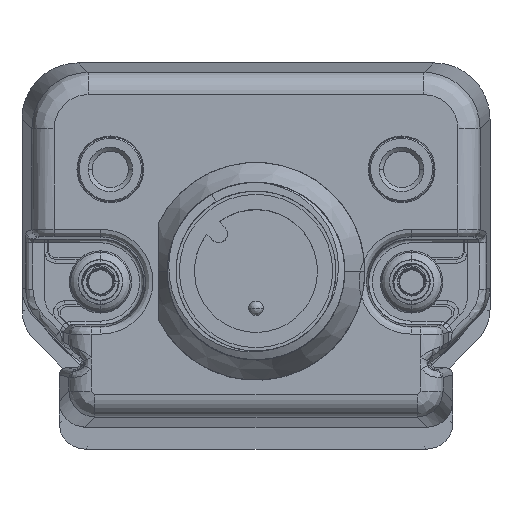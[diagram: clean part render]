
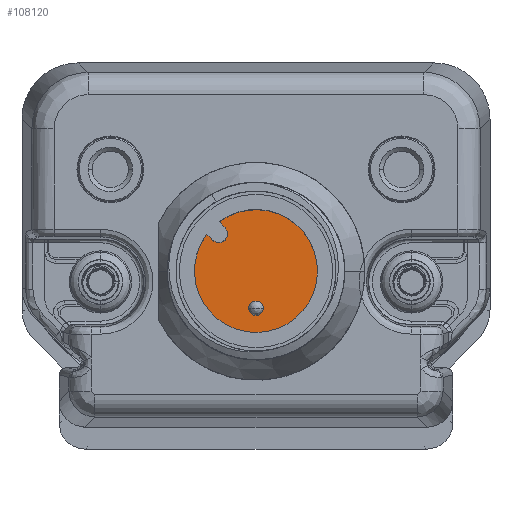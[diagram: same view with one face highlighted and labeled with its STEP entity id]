
A CAD part, top view. The second image highlights one B-rep face of the part: STEP entity #108120.
In plain terms, the highlighted planar face has unit normal (0, 0, 1).
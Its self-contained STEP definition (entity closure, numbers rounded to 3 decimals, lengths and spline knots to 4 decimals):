
#44956=CARTESIAN_POINT('',(0.,1.,443.87));
#44957=DIRECTION('',(0.,0.,1.));
#44958=DIRECTION('',(-0.802,0.597,0.));
#44959=AXIS2_PLACEMENT_3D('',#44956,#44957,#44958);
#44961=DIRECTION('',(-0.707,0.707,0.));
#44962=VECTOR('',#44961,0.5564);
#44963=CARTESIAN_POINT('',(-2.9345,3.086,443.87));
#44964=LINE('',#44963,#44962);
#44965=CARTESIAN_POINT('',(-2.5102,3.5102,443.87));
#44966=DIRECTION('',(0.,0.,-1.));
#44967=DIRECTION('',(0.707,0.707,0.));
#44968=AXIS2_PLACEMENT_3D('',#44965,#44966,#44967);
#44970=DIRECTION('',(0.707,-0.707,0.));
#44971=VECTOR('',#44970,0.5564);
#44972=CARTESIAN_POINT('',(-2.4794,4.3279,443.87));
#44973=LINE('',#44972,#44971);
#44974=CARTESIAN_POINT('',(0.,-1.5,443.87));
#44975=DIRECTION('',(0.,0.,-1.));
#44976=DIRECTION('',(1.,0.,0.));
#44977=AXIS2_PLACEMENT_3D('',#44974,#44975,#44976);
#44979=CARTESIAN_POINT('',(0.,-1.5,443.87));
#44980=DIRECTION('',(0.,0.,-1.));
#44981=DIRECTION('',(-1.,0.,0.));
#44982=AXIS2_PLACEMENT_3D('',#44979,#44980,#44981);
#70586=CARTESIAN_POINT('',(-3.3279,3.4794,443.87));
#70587=CARTESIAN_POINT('',(-2.4794,4.3279,443.87));
#70588=VERTEX_POINT('',#70586);
#70589=VERTEX_POINT('',#70587);
#70590=CARTESIAN_POINT('',(-2.086,3.9345,443.87));
#70591=VERTEX_POINT('',#70590);
#70592=CARTESIAN_POINT('',(-2.9345,3.086,443.87));
#70593=VERTEX_POINT('',#70592);
#70673=CARTESIAN_POINT('',(0.5,-1.5,443.87));
#70674=CARTESIAN_POINT('',(-0.5,-1.5,443.87));
#70675=VERTEX_POINT('',#70673);
#70676=VERTEX_POINT('',#70674);
#108103=CARTESIAN_POINT('',(0.,1.,443.87));
#108104=DIRECTION('',(0.,0.,1.));
#108105=DIRECTION('',(0.,1.,0.));
#108106=AXIS2_PLACEMENT_3D('',#108103,#108104,#108105);
#108107=PLANE('',#108106);
#108108=ORIENTED_EDGE('',*,*,#108055,.F.);
#108109=ORIENTED_EDGE('',*,*,#108070,.F.);
#108110=ORIENTED_EDGE('',*,*,#108084,.F.);
#108111=ORIENTED_EDGE('',*,*,#108097,.F.);
#108112=EDGE_LOOP('',(#108108,#108109,#108110,#108111));
#108113=FACE_OUTER_BOUND('',#108112,.F.);
#108115=ORIENTED_EDGE('',*,*,#108114,.F.);
#108117=ORIENTED_EDGE('',*,*,#108116,.F.);
#108118=EDGE_LOOP('',(#108115,#108117));
#108119=FACE_BOUND('',#108118,.F.);
#108120=ADVANCED_FACE('',(#108113,#108119),#108107,.T.);
#44960=CIRCLE('',#44959,4.15);
#44969=CIRCLE('',#44968,0.6);
#44978=CIRCLE('',#44977,0.5);
#44983=CIRCLE('',#44982,0.5);
#108055=EDGE_CURVE('',#70588,#70589,#44960,.T.);
#108070=EDGE_CURVE('',#70593,#70588,#44964,.T.);
#108084=EDGE_CURVE('',#70591,#70593,#44969,.T.);
#108097=EDGE_CURVE('',#70589,#70591,#44973,.T.);
#108114=EDGE_CURVE('',#70675,#70676,#44978,.T.);
#108116=EDGE_CURVE('',#70676,#70675,#44983,.T.);
